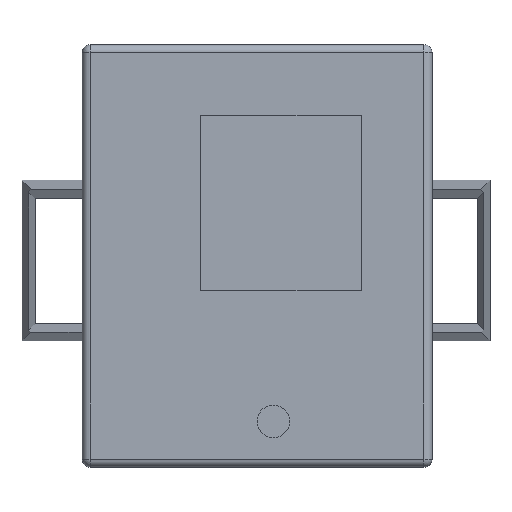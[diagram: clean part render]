
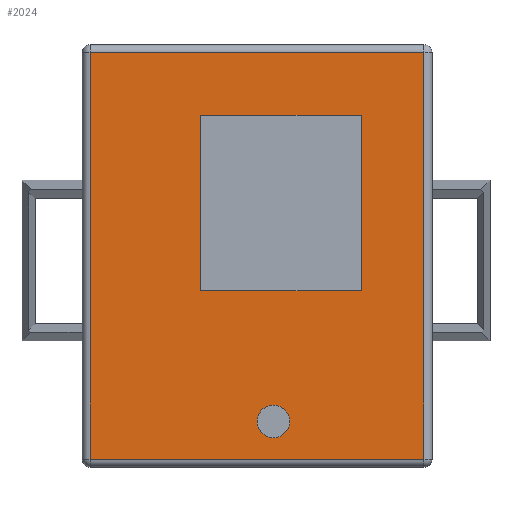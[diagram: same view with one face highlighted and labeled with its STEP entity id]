
A CAD part, top view. The second image highlights one B-rep face of the part: STEP entity #2024.
In plain terms, the highlighted planar face has unit normal (0, 0, 1).
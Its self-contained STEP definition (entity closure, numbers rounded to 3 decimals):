
#39=FACE_BOUND('',#345,.T.);
#40=FACE_BOUND('',#346,.T.);
#51=CIRCLE('',#2121,3.25);
#210=FACE_OUTER_BOUND('',#344,.T.);
#344=EDGE_LOOP('',(#1522,#1523,#1524,#1525));
#345=EDGE_LOOP('',(#1526,#1527,#1528,#1529));
#346=EDGE_LOOP('',(#1530));
#435=LINE('',#2938,#647);
#438=LINE('',#2944,#650);
#441=LINE('',#2950,#653);
#444=LINE('',#2954,#656);
#495=LINE('',#3137,#707);
#496=LINE('',#3139,#708);
#497=LINE('',#3141,#709);
#499=LINE('',#3145,#711);
#647=VECTOR('',#2322,10.);
#650=VECTOR('',#2327,10.);
#653=VECTOR('',#2332,10.);
#656=VECTOR('',#2337,10.);
#707=VECTOR('',#2536,10.);
#708=VECTOR('',#2539,10.);
#709=VECTOR('',#2542,10.);
#711=VECTOR('',#2548,10.);
#859=VERTEX_POINT('',#2935);
#860=VERTEX_POINT('',#2937);
#862=VERTEX_POINT('',#2943);
#864=VERTEX_POINT('',#2949);
#865=VERTEX_POINT('',#2956);
#917=VERTEX_POINT('',#3117);
#918=VERTEX_POINT('',#3121);
#920=VERTEX_POINT('',#3126);
#922=VERTEX_POINT('',#3133);
#1039=EDGE_CURVE('',#860,#859,#435,.T.);
#1042=EDGE_CURVE('',#862,#860,#438,.T.);
#1045=EDGE_CURVE('',#864,#862,#441,.T.);
#1048=EDGE_CURVE('',#859,#864,#444,.T.);
#1049=EDGE_CURVE('',#865,#865,#51,.T.);
#1135=EDGE_CURVE('',#920,#917,#495,.T.);
#1136=EDGE_CURVE('',#917,#918,#496,.T.);
#1137=EDGE_CURVE('',#918,#922,#497,.T.);
#1139=EDGE_CURVE('',#922,#920,#499,.T.);
#1522=ORIENTED_EDGE('',*,*,#1135,.T.);
#1523=ORIENTED_EDGE('',*,*,#1136,.T.);
#1524=ORIENTED_EDGE('',*,*,#1137,.T.);
#1525=ORIENTED_EDGE('',*,*,#1139,.T.);
#1526=ORIENTED_EDGE('',*,*,#1039,.T.);
#1527=ORIENTED_EDGE('',*,*,#1048,.T.);
#1528=ORIENTED_EDGE('',*,*,#1045,.T.);
#1529=ORIENTED_EDGE('',*,*,#1042,.T.);
#1530=ORIENTED_EDGE('',*,*,#1049,.T.);
#1926=PLANE('',#2199);
#2024=ADVANCED_FACE('',(#210,#39,#40),#1926,.T.);
#2121=AXIS2_PLACEMENT_3D('',#2957,#2340,#2341);
#2199=AXIS2_PLACEMENT_3D('',#3149,#2553,#2554);
#2322=DIRECTION('',(0.,-1.,0.));
#2327=DIRECTION('',(1.,0.,0.));
#2332=DIRECTION('',(0.,1.,0.));
#2337=DIRECTION('',(-1.,0.,0.));
#2340=DIRECTION('center_axis',(0.,0.,-1.));
#2341=DIRECTION('ref_axis',(1.,0.,0.));
#2536=DIRECTION('',(0.,-1.,0.));
#2539=DIRECTION('',(1.,0.,0.));
#2542=DIRECTION('',(0.,1.,0.));
#2548=DIRECTION('',(-1.,0.,0.));
#2553=DIRECTION('center_axis',(0.,0.,1.));
#2554=DIRECTION('ref_axis',(1.,0.,0.));
#2935=CARTESIAN_POINT('',(54.,33.5,41.6));
#2937=CARTESIAN_POINT('',(54.,68.5,41.6));
#2938=CARTESIAN_POINT('',(54.,37.,41.6));
#2943=CARTESIAN_POINT('',(22.,68.5,41.6));
#2944=CARTESIAN_POINT('',(43.625,68.5,41.6));
#2949=CARTESIAN_POINT('',(22.,33.5,41.6));
#2950=CARTESIAN_POINT('',(22.,54.5,41.6));
#2954=CARTESIAN_POINT('',(27.625,33.5,41.6));
#2956=CARTESIAN_POINT('',(33.25,7.5,41.6));
#2957=CARTESIAN_POINT('Origin',(36.5,7.5,41.6));
#3117=CARTESIAN_POINT('',(0.,0.,41.6));
#3121=CARTESIAN_POINT('',(66.5,0.,41.6));
#3126=CARTESIAN_POINT('',(0.,81.,41.6));
#3133=CARTESIAN_POINT('',(66.5,81.,41.6));
#3137=CARTESIAN_POINT('',(0.,81.,41.6));
#3139=CARTESIAN_POINT('',(0.,0.,41.6));
#3141=CARTESIAN_POINT('',(66.5,0.,41.6));
#3145=CARTESIAN_POINT('',(66.5,81.,41.6));
#3149=CARTESIAN_POINT('Origin',(33.25,40.5,41.6));
